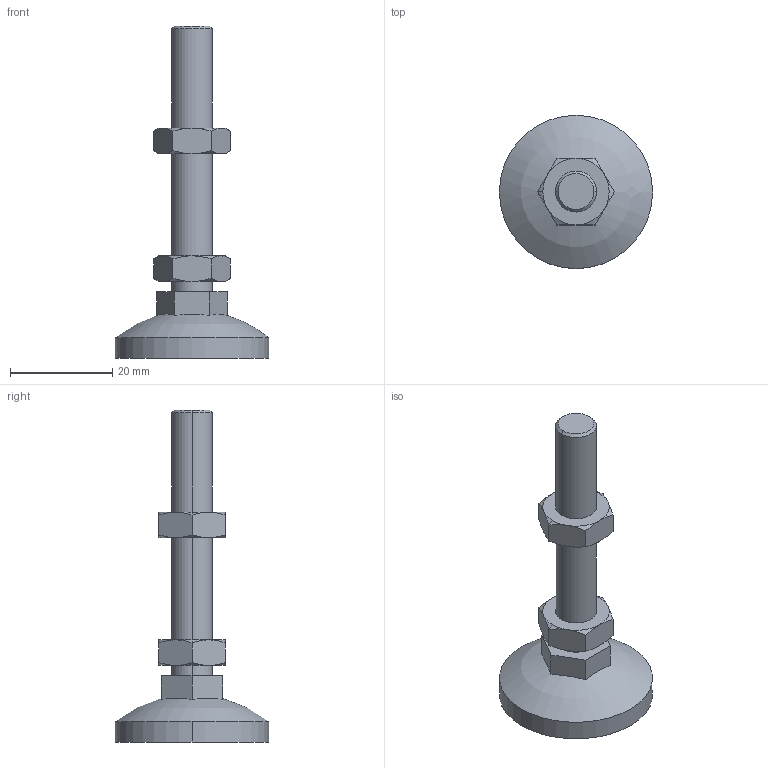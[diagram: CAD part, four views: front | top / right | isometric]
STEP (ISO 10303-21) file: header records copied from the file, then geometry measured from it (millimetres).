
FILE_DESCRIPTION (( 'STEP AP203' ), '1' );
FILE_NAME ('3_842_502_257_Bosch.step', '2024-06-10T08:19:50', ( '' ), ( '' ), 'SwSTEP 2.0', 'SolidWorks 2014', '' );
FILE_SCHEMA (( 'CONFIG_CONTROL_DESIGN' ));
Length unit declared in the file: millimetre
Products named in the file (1): 3_842_502_257_Bosch
Bounding box: 30 x 30 x 65 mm (x, y, z)
Volume: 7998.9 mm3; surface area: 4556 mm2
Topology: 1 solids, 1 shells, 76 faces, 165 edges, 98 vertices
Faces by surface type: cone 30, plane 27, cylinder 16, sphere 3
Entity records: 2333 total; most frequent: CARTESIAN_POINT 673, ORIENTED_EDGE 324, DIRECTION 324, EDGE_CURVE 162, AXIS2_PLACEMENT_3D 139, VERTEX_POINT 98, EDGE_LOOP 86, ADVANCED_FACE 76
